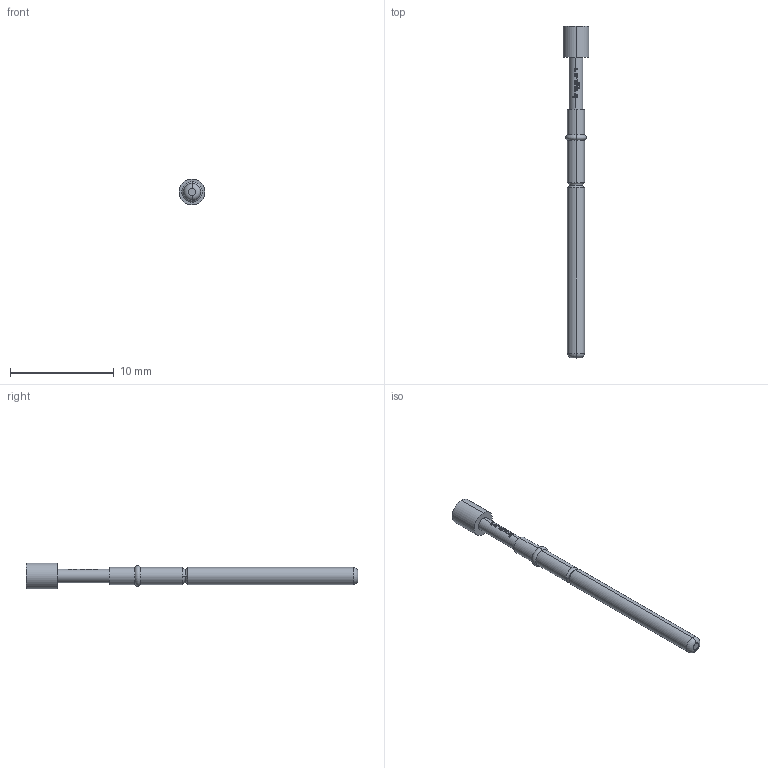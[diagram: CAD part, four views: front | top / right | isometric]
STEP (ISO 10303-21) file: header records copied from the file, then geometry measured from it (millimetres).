
FILE_DESCRIPTION (( 'STEP AP203' ), '1' );
FILE_NAME ('INGUN_GKS-912_303_250_A_xx03.STEP', '2022-05-09T12:44:17', ( 'ochi' ), ( '' ), 'SwSTEP 2.0', 'SolidWorks 2018', '' );
FILE_SCHEMA (( 'CONFIG_CONTROL_DESIGN' ));
Length unit declared in the file: millimetre
Products named in the file (1): INGUN_GKS-912_303_250_A_xx03
Bounding box: 2.5 x 32 x 2.5 mm (x, y, z)
Volume: 70.3 mm3; surface area: 182.2 mm2
Topology: 1 solids, 1 shells, 104 faces, 290 edges, 189 vertices
Faces by surface type: plane 43, cylinder 29, bspline 22, torus 8, cone 2
Entity records: 4361 total; most frequent: CARTESIAN_POINT 2100, ORIENTED_EDGE 576, EDGE_CURVE 288, DIRECTION 268, B_SPLINE_CURVE_WITH_KNOTS 222, VERTEX_POINT 189, AXIS2_PLACEMENT_3D 119, EDGE_LOOP 107
